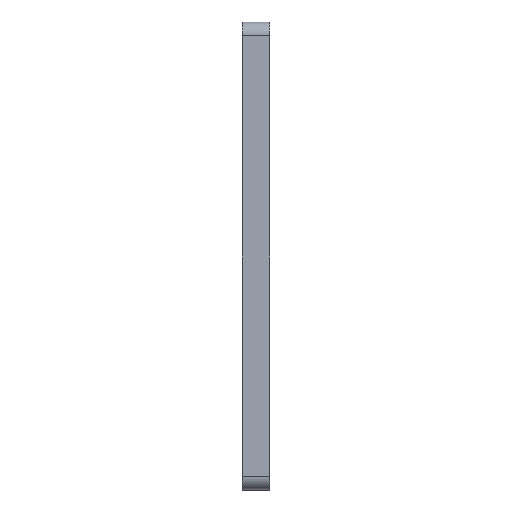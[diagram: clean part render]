
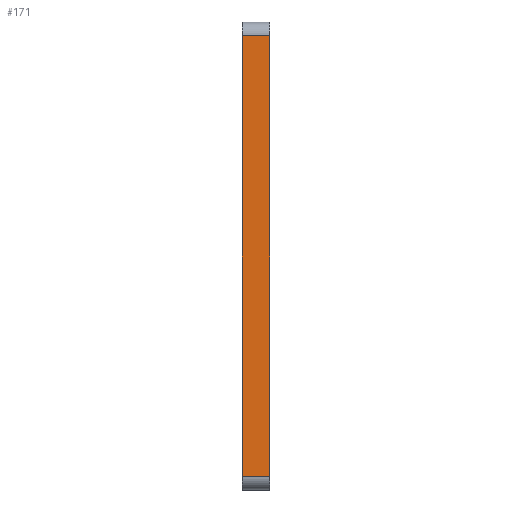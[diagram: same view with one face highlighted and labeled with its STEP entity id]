
A CAD part, left-side view. The second image highlights one B-rep face of the part: STEP entity #171.
In plain terms, the highlighted planar face has unit normal (-1, 0, 0).
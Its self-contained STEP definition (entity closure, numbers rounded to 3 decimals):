
#49 = LINE ( 'NONE', #702, #650 ) ;
#52 = DIRECTION ( 'NONE',  ( 0., 1., 0. ) ) ;
#69 = CARTESIAN_POINT ( 'NONE',  ( -90., -10., 75. ) ) ;
#72 = DIRECTION ( 'NONE',  ( -1., 0., 0. ) ) ;
#77 = DIRECTION ( 'NONE',  ( 0., 0., 1. ) ) ;
#78 = ORIENTED_EDGE ( 'NONE', *, *, #431, .T. ) ;
#84 = VERTEX_POINT ( 'NONE', #640 ) ;
#130 = CARTESIAN_POINT ( 'NONE',  ( -90., -10., -90. ) ) ;
#171 = ADVANCED_FACE ( 'NONE', ( #726 ), #877, .T. ) ;
#262 = VERTEX_POINT ( 'NONE', #444 ) ;
#272 = VECTOR ( 'NONE', #679, 1000. ) ;
#278 = EDGE_CURVE ( 'NONE', #84, #262, #306, .T. ) ;
#306 = LINE ( 'NONE', #816, #387 ) ;
#347 = EDGE_CURVE ( 'NONE', #262, #770, #911, .T. ) ;
#368 = CARTESIAN_POINT ( 'NONE',  ( -90., 0., 75. ) ) ;
#376 = DIRECTION ( 'NONE',  ( 0., -1., 0. ) ) ;
#382 = CARTESIAN_POINT ( 'NONE',  ( -90., 0., -90. ) ) ;
#387 = VECTOR ( 'NONE', #376, 1000. ) ;
#431 = EDGE_CURVE ( 'NONE', #770, #706, #49, .T. ) ;
#444 = CARTESIAN_POINT ( 'NONE',  ( -90., -10., -85. ) ) ;
#530 = EDGE_CURVE ( 'NONE', #84, #706, #606, .T. ) ;
#606 = LINE ( 'NONE', #382, #272 ) ;
#640 = CARTESIAN_POINT ( 'NONE',  ( -90., 0., -85. ) ) ;
#650 = VECTOR ( 'NONE', #52, 1000. ) ;
#661 = EDGE_LOOP ( 'NONE', ( #847, #812, #739, #78 ) ) ;
#679 = DIRECTION ( 'NONE',  ( 0., 0., 1. ) ) ;
#702 = CARTESIAN_POINT ( 'NONE',  ( -90., -10., 75. ) ) ;
#706 = VERTEX_POINT ( 'NONE', #368 ) ;
#726 = FACE_OUTER_BOUND ( 'NONE', #661, .T. ) ;
#739 = ORIENTED_EDGE ( 'NONE', *, *, #347, .T. ) ;
#763 = DIRECTION ( 'NONE',  ( 0., 0., 1. ) ) ;
#766 = CARTESIAN_POINT ( 'NONE',  ( -90., -10., -90. ) ) ;
#770 = VERTEX_POINT ( 'NONE', #69 ) ;
#812 = ORIENTED_EDGE ( 'NONE', *, *, #278, .T. ) ;
#816 = CARTESIAN_POINT ( 'NONE',  ( -90., -10., -85. ) ) ;
#819 = AXIS2_PLACEMENT_3D ( 'NONE', #130, #72, #77 ) ;
#847 = ORIENTED_EDGE ( 'NONE', *, *, #530, .F. ) ;
#877 = PLANE ( 'NONE',  #819 ) ;
#907 = VECTOR ( 'NONE', #763, 1000. ) ;
#911 = LINE ( 'NONE', #766, #907 ) ;
